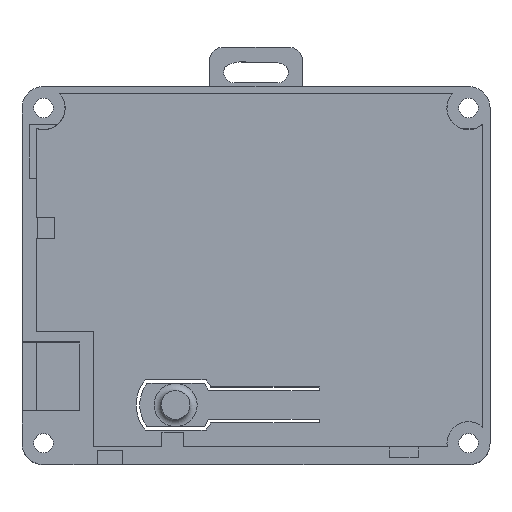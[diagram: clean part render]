
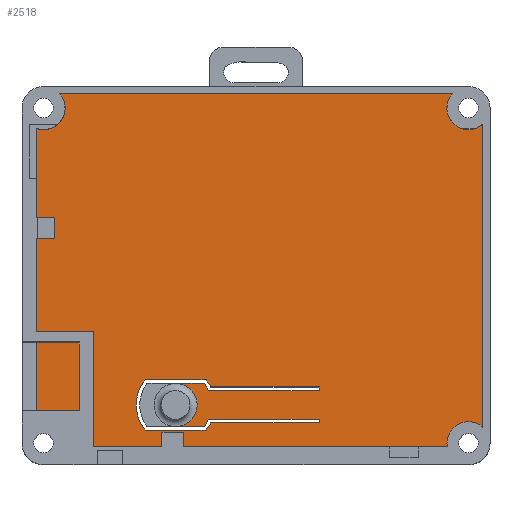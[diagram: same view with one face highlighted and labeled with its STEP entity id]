
A CAD part, top view. The second image highlights one B-rep face of the part: STEP entity #2518.
In plain terms, the highlighted planar face has unit normal (0, 0, 1).
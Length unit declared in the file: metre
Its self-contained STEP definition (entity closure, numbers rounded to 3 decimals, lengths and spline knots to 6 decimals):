
#77=LINE('',#3686,#357);
#78=LINE('',#3690,#358);
#79=LINE('',#3692,#359);
#80=LINE('',#3694,#360);
#81=LINE('',#3696,#361);
#82=LINE('',#3698,#362);
#83=LINE('',#3702,#363);
#84=LINE('',#3704,#364);
#85=LINE('',#3706,#365);
#86=LINE('',#3708,#366);
#87=LINE('',#3710,#367);
#88=LINE('',#3714,#368);
#89=LINE('',#3715,#369);
#90=LINE('',#3720,#370);
#91=LINE('',#3724,#371);
#92=LINE('',#3726,#372);
#93=LINE('',#3728,#373);
#94=LINE('',#3732,#374);
#95=LINE('',#3736,#375);
#96=LINE('',#3740,#376);
#97=LINE('',#3742,#377);
#98=LINE('',#3744,#378);
#357=VECTOR('',#2943,1.);
#358=VECTOR('',#2946,1.);
#359=VECTOR('',#2947,1.);
#360=VECTOR('',#2948,1.);
#361=VECTOR('',#2949,1.);
#362=VECTOR('',#2950,1.);
#363=VECTOR('',#2953,1.);
#364=VECTOR('',#2954,1.);
#365=VECTOR('',#2955,1.);
#366=VECTOR('',#2956,1.);
#367=VECTOR('',#2957,1.);
#368=VECTOR('',#2960,1.);
#369=VECTOR('',#2961,1.);
#370=VECTOR('',#2964,1.);
#371=VECTOR('',#2967,1.);
#372=VECTOR('',#2968,1.);
#373=VECTOR('',#2969,1.);
#374=VECTOR('',#2972,1.);
#375=VECTOR('',#2975,1.);
#376=VECTOR('',#2978,1.);
#377=VECTOR('',#2979,1.);
#378=VECTOR('',#2980,1.);
#644=ORIENTED_EDGE('',*,*,#1377,.T.);
#645=ORIENTED_EDGE('',*,*,#1378,.T.);
#646=ORIENTED_EDGE('',*,*,#1379,.F.);
#647=ORIENTED_EDGE('',*,*,#1380,.T.);
#648=ORIENTED_EDGE('',*,*,#1381,.T.);
#649=ORIENTED_EDGE('',*,*,#1382,.T.);
#650=ORIENTED_EDGE('',*,*,#1383,.F.);
#651=ORIENTED_EDGE('',*,*,#1384,.T.);
#652=ORIENTED_EDGE('',*,*,#1385,.F.);
#653=ORIENTED_EDGE('',*,*,#1386,.F.);
#654=ORIENTED_EDGE('',*,*,#1387,.T.);
#655=ORIENTED_EDGE('',*,*,#1388,.F.);
#656=ORIENTED_EDGE('',*,*,#1389,.F.);
#657=ORIENTED_EDGE('',*,*,#1390,.F.);
#658=ORIENTED_EDGE('',*,*,#1391,.F.);
#659=ORIENTED_EDGE('',*,*,#1392,.F.);
#660=ORIENTED_EDGE('',*,*,#1393,.T.);
#661=ORIENTED_EDGE('',*,*,#1394,.T.);
#662=ORIENTED_EDGE('',*,*,#1395,.T.);
#663=ORIENTED_EDGE('',*,*,#1396,.T.);
#664=ORIENTED_EDGE('',*,*,#1397,.T.);
#665=ORIENTED_EDGE('',*,*,#1398,.F.);
#666=ORIENTED_EDGE('',*,*,#1399,.F.);
#667=ORIENTED_EDGE('',*,*,#1400,.F.);
#668=ORIENTED_EDGE('',*,*,#1401,.T.);
#669=ORIENTED_EDGE('',*,*,#1402,.F.);
#670=ORIENTED_EDGE('',*,*,#1403,.F.);
#671=ORIENTED_EDGE('',*,*,#1404,.F.);
#672=ORIENTED_EDGE('',*,*,#1405,.T.);
#673=ORIENTED_EDGE('',*,*,#1406,.T.);
#674=ORIENTED_EDGE('',*,*,#1407,.F.);
#675=ORIENTED_EDGE('',*,*,#1408,.T.);
#1377=EDGE_CURVE('',#1743,#1744,#1979,.T.);
#1378=EDGE_CURVE('',#1744,#1745,#77,.T.);
#1379=EDGE_CURVE('',#1746,#1745,#1980,.F.);
#1380=EDGE_CURVE('',#1746,#1747,#78,.T.);
#1381=EDGE_CURVE('',#1747,#1748,#79,.T.);
#1382=EDGE_CURVE('',#1748,#1749,#80,.T.);
#1383=EDGE_CURVE('',#1750,#1749,#81,.T.);
#1384=EDGE_CURVE('',#1750,#1751,#82,.T.);
#1385=EDGE_CURVE('',#1752,#1751,#1981,.F.);
#1386=EDGE_CURVE('',#1753,#1752,#83,.T.);
#1387=EDGE_CURVE('',#1753,#1754,#84,.T.);
#1388=EDGE_CURVE('',#1755,#1754,#85,.T.);
#1389=EDGE_CURVE('',#1756,#1755,#86,.T.);
#1390=EDGE_CURVE('',#1757,#1756,#87,.T.);
#1391=EDGE_CURVE('',#1758,#1757,#1982,.F.);
#1392=EDGE_CURVE('',#1743,#1758,#88,.T.);
#1393=EDGE_CURVE('',#1759,#1760,#89,.T.);
#1394=EDGE_CURVE('',#1760,#1761,#1983,.T.);
#1395=EDGE_CURVE('',#1761,#1762,#90,.T.);
#1396=EDGE_CURVE('',#1762,#1763,#1984,.F.);
#1397=EDGE_CURVE('',#1763,#1764,#91,.T.);
#1398=EDGE_CURVE('',#1765,#1764,#92,.T.);
#1399=EDGE_CURVE('',#1766,#1765,#93,.T.);
#1400=EDGE_CURVE('',#1767,#1766,#1985,.F.);
#1401=EDGE_CURVE('',#1767,#1768,#94,.T.);
#1402=EDGE_CURVE('',#1769,#1768,#1986,.F.);
#1403=EDGE_CURVE('',#1770,#1769,#95,.T.);
#1404=EDGE_CURVE('',#1771,#1770,#1987,.F.);
#1405=EDGE_CURVE('',#1771,#1772,#96,.T.);
#1406=EDGE_CURVE('',#1772,#1773,#97,.T.);
#1407=EDGE_CURVE('',#1774,#1773,#98,.T.);
#1408=EDGE_CURVE('',#1774,#1759,#1988,.F.);
#1743=VERTEX_POINT('',#3684);
#1744=VERTEX_POINT('',#3685);
#1745=VERTEX_POINT('',#3687);
#1746=VERTEX_POINT('',#3689);
#1747=VERTEX_POINT('',#3691);
#1748=VERTEX_POINT('',#3693);
#1749=VERTEX_POINT('',#3695);
#1750=VERTEX_POINT('',#3697);
#1751=VERTEX_POINT('',#3699);
#1752=VERTEX_POINT('',#3701);
#1753=VERTEX_POINT('',#3703);
#1754=VERTEX_POINT('',#3705);
#1755=VERTEX_POINT('',#3707);
#1756=VERTEX_POINT('',#3709);
#1757=VERTEX_POINT('',#3711);
#1758=VERTEX_POINT('',#3713);
#1759=VERTEX_POINT('',#3716);
#1760=VERTEX_POINT('',#3717);
#1761=VERTEX_POINT('',#3719);
#1762=VERTEX_POINT('',#3721);
#1763=VERTEX_POINT('',#3723);
#1764=VERTEX_POINT('',#3725);
#1765=VERTEX_POINT('',#3727);
#1766=VERTEX_POINT('',#3729);
#1767=VERTEX_POINT('',#3731);
#1768=VERTEX_POINT('',#3733);
#1769=VERTEX_POINT('',#3735);
#1770=VERTEX_POINT('',#3737);
#1771=VERTEX_POINT('',#3739);
#1772=VERTEX_POINT('',#3741);
#1773=VERTEX_POINT('',#3743);
#1774=VERTEX_POINT('',#3745);
#1979=CIRCLE('',#2688,0.003);
#1980=CIRCLE('',#2689,0.003);
#1981=CIRCLE('',#2690,0.003);
#1982=CIRCLE('',#2691,0.003);
#1983=CIRCLE('',#2692,0.003);
#1984=CIRCLE('',#2693,0.005);
#1985=CIRCLE('',#2694,0.0055);
#1986=CIRCLE('',#2695,0.0055);
#1987=CIRCLE('',#2696,0.0055);
#1988=CIRCLE('',#2697,0.005);
#2062=EDGE_LOOP('',(#644,#645,#646,#647,#648,#649,#650,#651,#652,#653,#654,
#655,#656,#657,#658,#659));
#2063=EDGE_LOOP('',(#660,#661,#662,#663,#664,#665,#666,#667,#668,#669,#670,
#671,#672,#673,#674,#675));
#2243=FACE_BOUND('',#2062,.T.);
#2244=FACE_BOUND('',#2063,.T.);
#2422=PLANE('',#2687);
#2518=ADVANCED_FACE('',(#2243,#2244),#2422,.F.);
#2687=AXIS2_PLACEMENT_3D('',#3682,#2939,#2940);
#2688=AXIS2_PLACEMENT_3D('',#3683,#2941,#2942);
#2689=AXIS2_PLACEMENT_3D('',#3688,#2944,#2945);
#2690=AXIS2_PLACEMENT_3D('',#3700,#2951,#2952);
#2691=AXIS2_PLACEMENT_3D('',#3712,#2958,#2959);
#2692=AXIS2_PLACEMENT_3D('',#3718,#2962,#2963);
#2693=AXIS2_PLACEMENT_3D('',#3722,#2965,#2966);
#2694=AXIS2_PLACEMENT_3D('',#3730,#2970,#2971);
#2695=AXIS2_PLACEMENT_3D('',#3734,#2973,#2974);
#2696=AXIS2_PLACEMENT_3D('',#3738,#2976,#2977);
#2697=AXIS2_PLACEMENT_3D('',#3746,#2981,#2982);
#2939=DIRECTION('',(0.,0.,-1.));
#2940=DIRECTION('',(1.,0.,0.));
#2941=DIRECTION('',(0.,0.,-1.));
#2942=DIRECTION('',(-1.,0.,0.));
#2943=DIRECTION('',(-1.,0.,0.));
#2944=DIRECTION('',(0.,0.,-1.));
#2945=DIRECTION('',(-1.,0.,0.));
#2946=DIRECTION('',(0.,-1.,0.));
#2947=DIRECTION('',(1.,0.,0.));
#2948=DIRECTION('',(0.,-1.,0.));
#2949=DIRECTION('',(1.,0.,0.));
#2950=DIRECTION('',(0.,-1.,0.));
#2951=DIRECTION('',(0.,0.,-1.));
#2952=DIRECTION('',(-1.,0.,0.));
#2953=DIRECTION('',(-1.,0.,0.));
#2954=DIRECTION('',(0.,1.,0.));
#2955=DIRECTION('',(-1.,0.,0.));
#2956=DIRECTION('',(0.,1.,0.));
#2957=DIRECTION('',(-1.,0.,0.));
#2958=DIRECTION('',(0.,0.,-1.));
#2959=DIRECTION('',(-1.,0.,0.));
#2960=DIRECTION('',(0.,-1.,0.));
#2961=DIRECTION('',(-1.,0.,0.));
#2962=DIRECTION('',(0.,0.,-1.));
#2963=DIRECTION('',(-1.,0.,0.));
#2964=DIRECTION('',(1.,0.,0.));
#2965=DIRECTION('',(0.,0.,-1.));
#2966=DIRECTION('',(-1.,0.,0.));
#2967=DIRECTION('',(1.,0.,0.));
#2968=DIRECTION('',(0.,1.,0.));
#2969=DIRECTION('',(1.,0.,0.));
#2970=DIRECTION('',(0.,0.,-1.));
#2971=DIRECTION('',(-1.,0.,0.));
#2972=DIRECTION('',(-1.,0.,0.));
#2973=DIRECTION('',(0.,0.,-1.));
#2974=DIRECTION('',(-1.,0.,0.));
#2975=DIRECTION('',(-1.,0.,0.));
#2976=DIRECTION('',(0.,0.,-1.));
#2977=DIRECTION('',(-1.,0.,0.));
#2978=DIRECTION('',(1.,0.,0.));
#2979=DIRECTION('',(0.,-1.,0.));
#2980=DIRECTION('',(1.,0.,0.));
#2981=DIRECTION('',(0.,0.,-1.));
#2982=DIRECTION('',(-1.,0.,0.));
#3682=CARTESIAN_POINT('',(0.,0.,-0.01415));
#3683=CARTESIAN_POINT('',(0.0296,0.02335,-0.01415));
#3684=CARTESIAN_POINT('',(0.0316,0.021114,-0.01415));
#3685=CARTESIAN_POINT('',(0.027364,0.02535,-0.01415));
#3686=CARTESIAN_POINT('',(0.,0.02535,-0.01415));
#3687=CARTESIAN_POINT('',(-0.027364,0.02535,-0.01415));
#3688=CARTESIAN_POINT('',(-0.0296,0.02335,-0.01415));
#3689=CARTESIAN_POINT('',(-0.0306,0.020522,-0.01415));
#3690=CARTESIAN_POINT('',(-0.0306,0.014336,-0.01415));
#3691=CARTESIAN_POINT('',(-0.0306,0.00815,-0.01415));
#3692=CARTESIAN_POINT('',(-0.02935,0.00815,-0.01415));
#3693=CARTESIAN_POINT('',(-0.0281,0.00815,-0.01415));
#3694=CARTESIAN_POINT('',(-0.0281,0.00665,-0.01415));
#3695=CARTESIAN_POINT('',(-0.0281,0.00515,-0.01415));
#3696=CARTESIAN_POINT('',(-0.02935,0.00515,-0.01415));
#3697=CARTESIAN_POINT('',(-0.0306,0.00515,-0.01415));
#3698=CARTESIAN_POINT('',(-0.0306,-0.014136,-0.01415));
#3699=CARTESIAN_POINT('',(-0.0306,-0.020522,-0.01415));
#3700=CARTESIAN_POINT('',(-0.0296,-0.02335,-0.01415));
#3701=CARTESIAN_POINT('',(-0.026642,-0.02385,-0.01415));
#3702=CARTESIAN_POINT('',(-0.01785,-0.02385,-0.01415));
#3703=CARTESIAN_POINT('',(-0.0131,-0.02385,-0.01415));
#3704=CARTESIAN_POINT('',(-0.0131,-0.02285,-0.01415));
#3705=CARTESIAN_POINT('',(-0.0131,-0.02185,-0.01415));
#3706=CARTESIAN_POINT('',(-0.0116,-0.02185,-0.01415));
#3707=CARTESIAN_POINT('',(-0.0101,-0.02185,-0.01415));
#3708=CARTESIAN_POINT('',(-0.0101,-0.02285,-0.01415));
#3709=CARTESIAN_POINT('',(-0.0101,-0.02385,-0.01415));
#3710=CARTESIAN_POINT('',(0.008271,-0.02385,-0.01415));
#3711=CARTESIAN_POINT('',(0.026642,-0.02385,-0.01415));
#3712=CARTESIAN_POINT('',(0.0296,-0.02335,-0.01415));
#3713=CARTESIAN_POINT('',(0.0316,-0.021114,-0.01415));
#3714=CARTESIAN_POINT('',(0.0316,0.,-0.01415));
#3715=CARTESIAN_POINT('',(-0.0112,-0.015,-0.01415));
#3716=CARTESIAN_POINT('',(-0.0072,-0.015,-0.01415));
#3717=CARTESIAN_POINT('',(-0.0112,-0.015,-0.01415));
#3718=CARTESIAN_POINT('',(-0.0112,-0.018,-0.01415));
#3719=CARTESIAN_POINT('',(-0.0112,-0.021,-0.01415));
#3720=CARTESIAN_POINT('',(-0.0112,-0.021,-0.01415));
#3721=CARTESIAN_POINT('',(-0.0072,-0.021,-0.01415));
#3722=CARTESIAN_POINT('',(-0.0112,-0.018,-0.01415));
#3723=CARTESIAN_POINT('',(-0.006617,-0.02,-0.01415));
#3724=CARTESIAN_POINT('',(0.001362,-0.02,-0.01415));
#3725=CARTESIAN_POINT('',(0.0088,-0.02,-0.01415));
#3726=CARTESIAN_POINT('',(0.0088,-0.02025,-0.01415));
#3727=CARTESIAN_POINT('',(0.0088,-0.0205,-0.01415));
#3728=CARTESIAN_POINT('',(0.001249,-0.0205,-0.01415));
#3729=CARTESIAN_POINT('',(-0.006301,-0.0205,-0.01415));
#3730=CARTESIAN_POINT('',(-0.0112,-0.018,-0.01415));
#3731=CARTESIAN_POINT('',(-0.006957,-0.0215,-0.01415));
#3732=CARTESIAN_POINT('',(-0.007293,-0.0215,-0.01415));
#3733=CARTESIAN_POINT('',(-0.015443,-0.0215,-0.01415));
#3734=CARTESIAN_POINT('',(-0.0112,-0.018,-0.01415));
#3735=CARTESIAN_POINT('',(-0.015443,-0.0145,-0.01415));
#3736=CARTESIAN_POINT('',(-0.015107,-0.0145,-0.01415));
#3737=CARTESIAN_POINT('',(-0.006957,-0.0145,-0.01415));
#3738=CARTESIAN_POINT('',(-0.0112,-0.018,-0.01415));
#3739=CARTESIAN_POINT('',(-0.006301,-0.0155,-0.01415));
#3740=CARTESIAN_POINT('',(0.001249,-0.0155,-0.01415));
#3741=CARTESIAN_POINT('',(0.0088,-0.0155,-0.01415));
#3742=CARTESIAN_POINT('',(0.0088,-0.01575,-0.01415));
#3743=CARTESIAN_POINT('',(0.0088,-0.016,-0.01415));
#3744=CARTESIAN_POINT('',(0.001362,-0.016,-0.01415));
#3745=CARTESIAN_POINT('',(-0.006617,-0.016,-0.01415));
#3746=CARTESIAN_POINT('',(-0.0112,-0.018,-0.01415));
